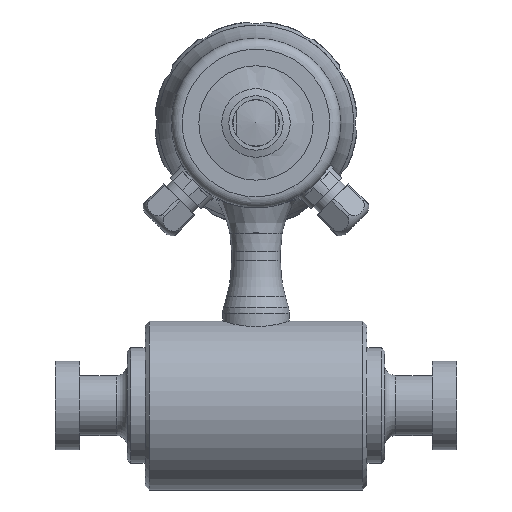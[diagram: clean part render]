
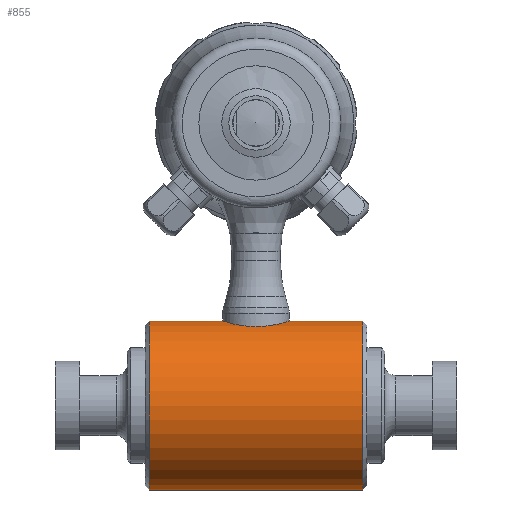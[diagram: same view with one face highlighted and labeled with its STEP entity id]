
A CAD part, left-side view. The second image highlights one B-rep face of the part: STEP entity #855.
In plain terms, the highlighted cylindrical face has radius 38.05 mm (diameter 76.1 mm), a full revolution.
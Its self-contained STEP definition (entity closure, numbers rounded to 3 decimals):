
#855 = ADVANCED_FACE( 'NONE', ( #2095, #2096, #2097 ), #2098, .T. );
#2095 = FACE_BOUND( '', #4059, .T. );
#2096 = FACE_OUTER_BOUND( '', #4060, .T. );
#2097 = FACE_OUTER_BOUND( '', #4061, .T. );
#2098 = CYLINDRICAL_SURFACE( '', #4062, 38.05 );
#4059 = EDGE_LOOP( '', ( #7155, #7156, #7157, #7158, #7159, #7160 ) );
#4060 = EDGE_LOOP( '', ( #7161 ) );
#4061 = EDGE_LOOP( '', ( #7162 ) );
#4062 = AXIS2_PLACEMENT_3D( '', #7163, #7164, #7165 );
#7155 = ORIENTED_EDGE( '', *, *, #11168, .F. );
#7156 = ORIENTED_EDGE( '', *, *, #10427, .F. );
#7157 = ORIENTED_EDGE( '', *, *, #11169, .F. );
#7158 = ORIENTED_EDGE( '', *, *, #11170, .F. );
#7159 = ORIENTED_EDGE( '', *, *, #11171, .F. );
#7160 = ORIENTED_EDGE( '', *, *, #11172, .F. );
#7161 = ORIENTED_EDGE( '', *, *, #11173, .F. );
#7162 = ORIENTED_EDGE( '', *, *, #11174, .T. );
#7163 = CARTESIAN_POINT( '', ( 0., -109.971, 0. ) );
#7164 = DIRECTION( '', ( 0., 1., 0. ) );
#7165 = DIRECTION( '', ( 0., 0., 1. ) );
#10427 = EDGE_CURVE( '', #12278, #12280, #12281, .T. );
#11168 = EDGE_CURVE( '', #12280, #13520, #13521, .F. );
#11169 = EDGE_CURVE( '', #13522, #12278, #13523, .T. );
#11170 = EDGE_CURVE( '', #13524, #13522, #13525, .F. );
#11171 = EDGE_CURVE( '', #13526, #13524, #13527, .T. );
#11172 = EDGE_CURVE( '', #13520, #13526, #13528, .T. );
#11173 = EDGE_CURVE( 'NONE', #13529, #13529, #13530, .T. );
#11174 = EDGE_CURVE( 'NONE', #13531, #13531, #13532, .T. );
#12278 = VERTEX_POINT( '', #15076 );
#12280 = VERTEX_POINT( '', #15089 );
#12281 = LINE( '', #15090, #15091 );
#13520 = VERTEX_POINT( '', #18085 );
#13521 = LINE( '', #18086, #18087 );
#13522 = VERTEX_POINT( '', #18088 );
#13523 = B_SPLINE_CURVE_WITH_KNOTS( '', 3, ( #18089, #18090, #18091, #18092, #18093, #18094, #18095, #18096, #18097, #18098, #18099, #18100 ), .UNSPECIFIED., .F., .F., ( 4, 1, 1, 1, 1, 1, 1, 1, 1, 4 ), ( 0., 0.1, 0.2, 0.3, 0.4, 0.499, 0.5, 0.666, 0.833, 1. ), .UNSPECIFIED. );
#13524 = VERTEX_POINT( '', #18101 );
#13525 = LINE( '', #18102, #18103 );
#13526 = VERTEX_POINT( '', #18104 );
#13527 = LINE( '', #18105, #18106 );
#13528 = B_SPLINE_CURVE_WITH_KNOTS( '', 3, ( #18107, #18108, #18109, #18110, #18111, #18112, #18113, #18114, #18115, #18116, #18117, #18118, #18119 ), .UNSPECIFIED., .F., .F., ( 4, 1, 1, 1, 1, 1, 1, 1, 1, 1, 4 ), ( 0., 0.1, 0.2, 0.3, 0.4, 0.5, 0.6, 0.7, 0.8, 0.9, 1. ), .UNSPECIFIED. );
#13529 = VERTEX_POINT( '', #18120 );
#13530 = CIRCLE( '', #18121, 38.05 );
#13531 = VERTEX_POINT( '', #18122 );
#13532 = CIRCLE( '', #18123, 38.05 );
#15076 = CARTESIAN_POINT( '', ( 1.786, -14.893, 38.008 ) );
#15089 = CARTESIAN_POINT( '', ( 1.786, 9.331, 38.008 ) );
#15090 = CARTESIAN_POINT( '', ( 1.786, -15., 38.008 ) );
#15091 = VECTOR( '', #21644, 1000. );
#18085 = CARTESIAN_POINT( '', ( 1.786, 14.893, 38.008 ) );
#18086 = CARTESIAN_POINT( '', ( 1.786, 0.036, 38.008 ) );
#18087 = VECTOR( '', #22541, 1000. );
#18088 = CARTESIAN_POINT( '', ( -1.786, -14.893, 38.008 ) );
#18089 = CARTESIAN_POINT( '', ( -1.786, -14.893, 38.008 ) );
#18090 = CARTESIAN_POINT( '', ( -1.667, -14.907, 38.013 ) );
#18091 = CARTESIAN_POINT( '', ( -1.43, -14.934, 38.024 ) );
#18092 = CARTESIAN_POINT( '', ( -1.073, -14.963, 38.035 ) );
#18093 = CARTESIAN_POINT( '', ( -0.716, -14.984, 38.044 ) );
#18094 = CARTESIAN_POINT( '', ( -0.359, -14.997, 38.049 ) );
#18095 = CARTESIAN_POINT( '', ( -0.12, -15., 38.05 ) );
#18096 = CARTESIAN_POINT( '', ( 0.198, -15., 38.05 ) );
#18097 = CARTESIAN_POINT( '', ( 0.596, -14.992, 38.047 ) );
#18098 = CARTESIAN_POINT( '', ( 1.192, -14.958, 38.033 ) );
#18099 = CARTESIAN_POINT( '', ( 1.588, -14.915, 38.016 ) );
#18100 = CARTESIAN_POINT( '', ( 1.786, -14.893, 38.008 ) );
#18101 = CARTESIAN_POINT( '', ( -1.786, 9.331, 38.008 ) );
#18102 = CARTESIAN_POINT( '', ( -1.786, -15., 38.008 ) );
#18103 = VECTOR( '', #22542, 1000. );
#18104 = CARTESIAN_POINT( '', ( -1.786, 14.893, 38.008 ) );
#18105 = CARTESIAN_POINT( '', ( -1.786, 0.036, 38.008 ) );
#18106 = VECTOR( '', #22543, 1000. );
#18107 = CARTESIAN_POINT( '', ( 1.786, 14.893, 38.008 ) );
#18108 = CARTESIAN_POINT( '', ( 1.667, 14.907, 38.013 ) );
#18109 = CARTESIAN_POINT( '', ( 1.43, 14.933, 38.024 ) );
#18110 = CARTESIAN_POINT( '', ( 1.073, 14.963, 38.035 ) );
#18111 = CARTESIAN_POINT( '', ( 0.716, 14.984, 38.044 ) );
#18112 = CARTESIAN_POINT( '', ( 0.358, 14.997, 38.049 ) );
#18113 = CARTESIAN_POINT( '', ( 0., 15.001, 38.05 ) );
#18114 = CARTESIAN_POINT( '', ( -0.358, 14.997, 38.049 ) );
#18115 = CARTESIAN_POINT( '', ( -0.716, 14.984, 38.044 ) );
#18116 = CARTESIAN_POINT( '', ( -1.073, 14.963, 38.035 ) );
#18117 = CARTESIAN_POINT( '', ( -1.43, 14.933, 38.024 ) );
#18118 = CARTESIAN_POINT( '', ( -1.667, 14.907, 38.013 ) );
#18119 = CARTESIAN_POINT( '', ( -1.786, 14.893, 38.008 ) );
#18120 = CARTESIAN_POINT( '', ( 0., -48., 38.05 ) );
#18121 = AXIS2_PLACEMENT_3D( '', #22544, #22545, #22546 );
#18122 = CARTESIAN_POINT( '', ( 0., 48., 38.05 ) );
#18123 = AXIS2_PLACEMENT_3D( '', #22547, #22548, #22549 );
#21644 = DIRECTION( '', ( 0., 1., 0. ) );
#22541 = DIRECTION( '', ( 0., -1., 0. ) );
#22542 = DIRECTION( '', ( 0., 1., 0. ) );
#22543 = DIRECTION( '', ( 0., -1., 0. ) );
#22544 = CARTESIAN_POINT( '', ( 0., -48., 0. ) );
#22545 = DIRECTION( '', ( 0., -1., 0. ) );
#22546 = DIRECTION( '', ( 0., 0., 1. ) );
#22547 = CARTESIAN_POINT( '', ( 0., 48., 0. ) );
#22548 = DIRECTION( '', ( 0., -1., 0. ) );
#22549 = DIRECTION( '', ( 0., 0., 1. ) );
